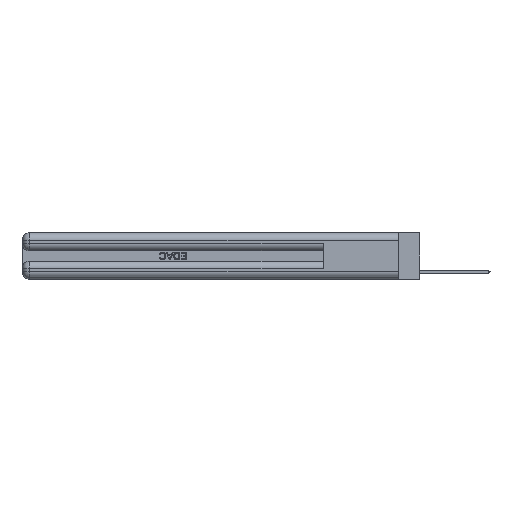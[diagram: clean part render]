
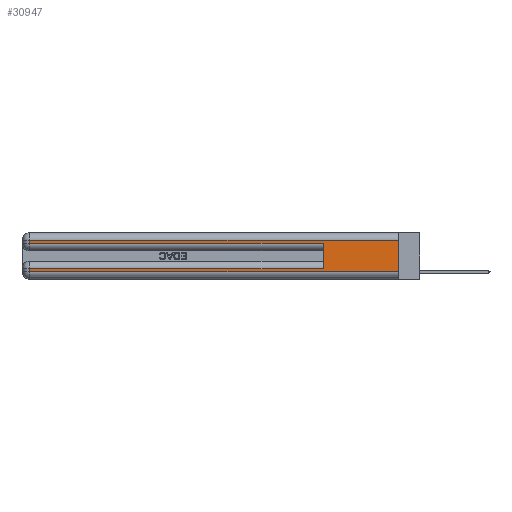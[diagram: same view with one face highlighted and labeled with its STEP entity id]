
A CAD part, left-side view. The second image highlights one B-rep face of the part: STEP entity #30947.
In plain terms, the highlighted planar face has unit normal (-1, 0, 0).
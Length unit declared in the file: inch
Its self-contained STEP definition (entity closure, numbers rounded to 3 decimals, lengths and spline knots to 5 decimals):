
#316 = CARTESIAN_POINT ( 'NONE',  ( 0., 2.94, 0.31 ) ) ;
#1217 = CARTESIAN_POINT ( 'NONE',  ( 0., 0., 0.37 ) ) ;
#1552 = DIRECTION ( 'NONE',  ( 0., 0., 1. ) ) ;
#1777 = CARTESIAN_POINT ( 'NONE',  ( 0., 2.94, 0.06 ) ) ;
#1805 = VECTOR ( 'NONE', #7211, 39.37008 ) ;
#2377 = VECTOR ( 'NONE', #1552, 39.37008 ) ;
#2592 = LINE ( 'NONE', #14955, #1805 ) ;
#2886 = VECTOR ( 'NONE', #31423, 39.37008 ) ;
#3580 = EDGE_CURVE ( 'NONE', #14383, #14573, #10085, .T. ) ;
#3830 = DIRECTION ( 'NONE',  ( 1., 0., 0. ) ) ;
#5809 = VECTOR ( 'NONE', #15071, 39.37008 ) ;
#5820 = CARTESIAN_POINT ( 'NONE',  ( 0., 2.94, 0.37 ) ) ;
#6095 = VECTOR ( 'NONE', #6704, 39.37008 ) ;
#6122 = ORIENTED_EDGE ( 'NONE', *, *, #24075, .T. ) ;
#6124 = CARTESIAN_POINT ( 'NONE',  ( 0., 0., 0.085 ) ) ;
#6704 = DIRECTION ( 'NONE',  ( 0., -1., 0. ) ) ;
#6746 = ORIENTED_EDGE ( 'NONE', *, *, #32200, .T. ) ;
#6951 = CARTESIAN_POINT ( 'NONE',  ( 0., 0.6, 0.145 ) ) ;
#7001 = EDGE_CURVE ( 'NONE', #14573, #21047, #20988, .T. ) ;
#7211 = DIRECTION ( 'NONE',  ( 0., 1., 0. ) ) ;
#8498 = VECTOR ( 'NONE', #29517, 39.37008 ) ;
#9204 = LINE ( 'NONE', #5820, #19302 ) ;
#9206 = EDGE_CURVE ( 'NONE', #14383, #32580, #9976, .T. ) ;
#9756 = CARTESIAN_POINT ( 'NONE',  ( 0., 0., 0.31 ) ) ;
#9976 = LINE ( 'NONE', #6951, #2377 ) ;
#10085 = LINE ( 'NONE', #6124, #8498 ) ;
#11093 = CARTESIAN_POINT ( 'NONE',  ( 0., 0.6, 0.285 ) ) ;
#11900 = EDGE_CURVE ( 'NONE', #14270, #25845, #15866, .T. ) ;
#12514 = LINE ( 'NONE', #19867, #6095 ) ;
#12632 = FACE_OUTER_BOUND ( 'NONE', #27532, .T. ) ;
#13269 = CARTESIAN_POINT ( 'NONE',  ( 0., 0., 0.06 ) ) ;
#13943 = ORIENTED_EDGE ( 'NONE', *, *, #11900, .F. ) ;
#14270 = VERTEX_POINT ( 'NONE', #9756 ) ;
#14383 = VERTEX_POINT ( 'NONE', #14801 ) ;
#14573 = VERTEX_POINT ( 'NONE', #21660 ) ;
#14616 = VECTOR ( 'NONE', #31256, 39.37008 ) ;
#14801 = CARTESIAN_POINT ( 'NONE',  ( 0., 0.6, 0.085 ) ) ;
#14955 = CARTESIAN_POINT ( 'NONE',  ( 0., 0., 0.31 ) ) ;
#15071 = DIRECTION ( 'NONE',  ( 0., 0., -1. ) ) ;
#15635 = ORIENTED_EDGE ( 'NONE', *, *, #3580, .T. ) ;
#15866 = LINE ( 'NONE', #28025, #5809 ) ;
#16536 = CARTESIAN_POINT ( 'NONE',  ( 0., 2.94, 0.285 ) ) ;
#16626 = PLANE ( 'NONE',  #17449 ) ;
#16753 = EDGE_CURVE ( 'NONE', #26518, #30453, #9204, .T. ) ;
#17449 = AXIS2_PLACEMENT_3D ( 'NONE', #1217, #3830, #26970 ) ;
#18612 = CARTESIAN_POINT ( 'NONE',  ( 0., 2.94, 0.37 ) ) ;
#19302 = VECTOR ( 'NONE', #26400, 39.37008 ) ;
#19867 = CARTESIAN_POINT ( 'NONE',  ( 0., 0., 0.285 ) ) ;
#20988 = LINE ( 'NONE', #18612, #2886 ) ;
#21047 = VERTEX_POINT ( 'NONE', #1777 ) ;
#21660 = CARTESIAN_POINT ( 'NONE',  ( 0., 2.94, 0.085 ) ) ;
#23889 = ORIENTED_EDGE ( 'NONE', *, *, #16753, .T. ) ;
#24075 = EDGE_CURVE ( 'NONE', #30453, #32580, #12514, .T. ) ;
#24112 = ORIENTED_EDGE ( 'NONE', *, *, #7001, .T. ) ;
#25845 = VERTEX_POINT ( 'NONE', #13269 ) ;
#26009 = CARTESIAN_POINT ( 'NONE',  ( 0., 0., 0.06 ) ) ;
#26400 = DIRECTION ( 'NONE',  ( 0., 0., -1. ) ) ;
#26518 = VERTEX_POINT ( 'NONE', #316 ) ;
#26970 = DIRECTION ( 'NONE',  ( 0., 0., -1. ) ) ;
#27532 = EDGE_LOOP ( 'NONE', ( #13943, #6746, #23889, #6122, #28636, #15635, #24112, #28405 ) ) ;
#28025 = CARTESIAN_POINT ( 'NONE',  ( 0., 0., 0.37 ) ) ;
#28321 = LINE ( 'NONE', #26009, #14616 ) ;
#28405 = ORIENTED_EDGE ( 'NONE', *, *, #32529, .T. ) ;
#28636 = ORIENTED_EDGE ( 'NONE', *, *, #9206, .F. ) ;
#29517 = DIRECTION ( 'NONE',  ( 0., 1., 0. ) ) ;
#30453 = VERTEX_POINT ( 'NONE', #16536 ) ;
#30947 = ADVANCED_FACE ( 'NONE', ( #12632 ), #16626, .F. ) ;
#31256 = DIRECTION ( 'NONE',  ( 0., -1., 0. ) ) ;
#31423 = DIRECTION ( 'NONE',  ( 0., 0., -1. ) ) ;
#32200 = EDGE_CURVE ( 'NONE', #14270, #26518, #2592, .T. ) ;
#32529 = EDGE_CURVE ( 'NONE', #21047, #25845, #28321, .T. ) ;
#32580 = VERTEX_POINT ( 'NONE', #11093 ) ;
